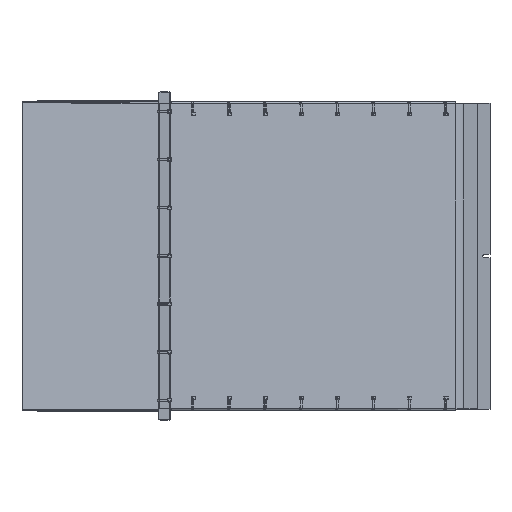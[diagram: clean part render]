
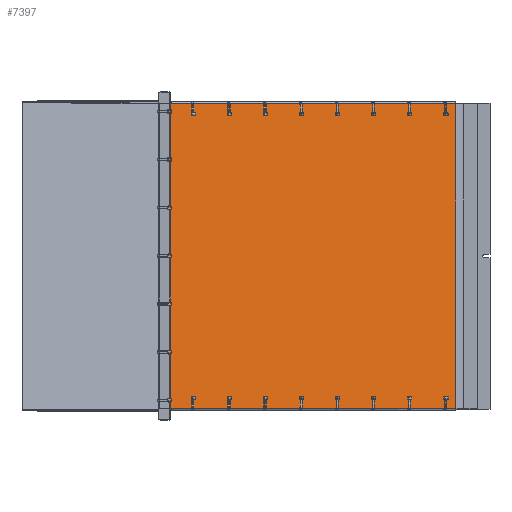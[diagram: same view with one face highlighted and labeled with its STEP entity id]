
A CAD part, top view. The second image highlights one B-rep face of the part: STEP entity #7397.
In plain terms, the highlighted planar face has unit normal (0.54, 0, 0.842).
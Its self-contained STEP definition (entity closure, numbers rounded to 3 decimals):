
#3019=ORIENTED_EDGE('',*,*,#4277,.T.);
#3020=ORIENTED_EDGE('',*,*,#4278,.T.);
#3021=ORIENTED_EDGE('',*,*,#4279,.T.);
#3022=ORIENTED_EDGE('',*,*,#4280,.T.);
#3023=ORIENTED_EDGE('',*,*,#4262,.T.);
#3024=ORIENTED_EDGE('',*,*,#4273,.T.);
#4262=EDGE_CURVE('',#4913,#4917,#5377,.T.);
#4273=EDGE_CURVE('',#4917,#4927,#5384,.T.);
#4277=EDGE_CURVE('',#4927,#4929,#5387,.T.);
#4278=EDGE_CURVE('',#4929,#4930,#5388,.F.);
#4279=EDGE_CURVE('',#4930,#4931,#5389,.F.);
#4280=EDGE_CURVE('',#4931,#4913,#5390,.T.);
#4913=VERTEX_POINT('',#12283);
#4917=VERTEX_POINT('',#12298);
#4927=VERTEX_POINT('',#12324);
#4929=VERTEX_POINT('',#12332);
#4930=VERTEX_POINT('',#12334);
#4931=VERTEX_POINT('',#12336);
#5377=LINE('',#12300,#5982);
#5384=LINE('',#12325,#5989);
#5387=LINE('',#12331,#5992);
#5388=LINE('',#12333,#5993);
#5389=LINE('',#12335,#5994);
#5390=LINE('',#12337,#5995);
#5982=VECTOR('',#9880,1000.);
#5989=VECTOR('',#9897,1000.);
#5992=VECTOR('',#9904,1000.);
#5993=VECTOR('',#9905,1000.);
#5994=VECTOR('',#9906,1000.);
#5995=VECTOR('',#9907,1000.);
#6551=EDGE_LOOP('',(#3019,#3020,#3021,#3022,#3023,#3024));
#6871=FACE_BOUND('',#6551,.T.);
#7097=PLANE('',#8428);
#7397=ADVANCED_FACE('',(#6871),#7097,.T.);
#8428=AXIS2_PLACEMENT_3D('',#12330,#9902,#9903);
#9880=DIRECTION('',(-0.842,0.,0.54));
#9897=DIRECTION('',(-0.842,0.,0.54));
#9902=DIRECTION('',(0.54,0.,0.842));
#9903=DIRECTION('',(0.842,0.,-0.54));
#9904=DIRECTION('',(0.,-1.,0.));
#9905=DIRECTION('',(-0.842,0.,0.54));
#9906=DIRECTION('',(-0.842,0.,0.54));
#9907=DIRECTION('',(0.,1.,0.));
#12283=CARTESIAN_POINT('',(511.195,450.686,889.825));
#12298=CARTESIAN_POINT('',(37.831,450.686,1193.294));
#12300=CARTESIAN_POINT('',(517.364,450.686,885.87));
#12324=CARTESIAN_POINT('',(36.533,450.686,1194.126));
#12325=CARTESIAN_POINT('',(517.364,450.686,885.87));
#12330=CARTESIAN_POINT('',(553.196,0.,862.899));
#12331=CARTESIAN_POINT('',(36.533,450.686,1194.126));
#12332=CARTESIAN_POINT('',(36.533,-57.314,1194.126));
#12333=CARTESIAN_POINT('',(517.364,-57.314,885.87));
#12334=CARTESIAN_POINT('',(37.831,-57.314,1193.294));
#12335=CARTESIAN_POINT('',(517.364,-57.314,885.87));
#12336=CARTESIAN_POINT('',(511.195,-57.314,889.825));
#12337=CARTESIAN_POINT('',(511.195,196.686,889.825));
